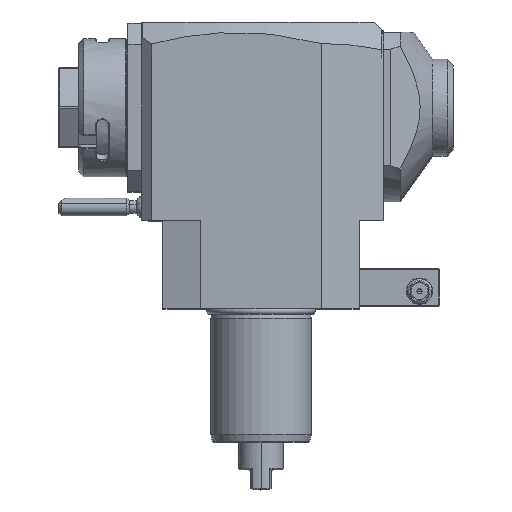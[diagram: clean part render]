
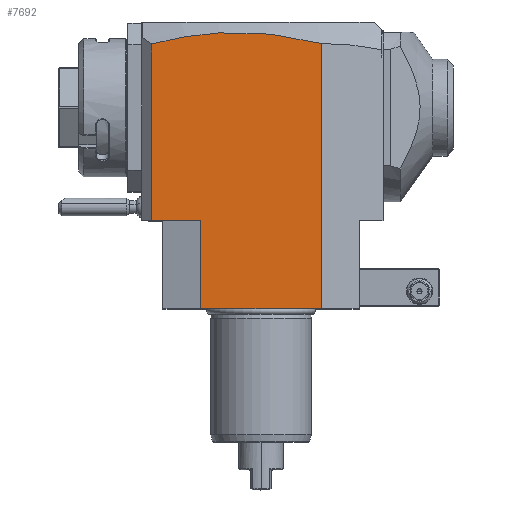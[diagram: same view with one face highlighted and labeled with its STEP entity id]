
A CAD part, top view. The second image highlights one B-rep face of the part: STEP entity #7692.
In plain terms, the highlighted planar face has unit normal (0, 0, 1).
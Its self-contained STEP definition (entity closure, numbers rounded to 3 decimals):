
#1=DIRECTION('',(-1.,0.,0.));
#2=VECTOR('',#1,48.);
#3=CARTESIAN_POINT('',(24.,0.,37.5));
#4=LINE('',#3,#2);
#43=DIRECTION('',(-1.,0.,0.));
#44=VECTOR('',#43,19.5);
#45=CARTESIAN_POINT('',(-24.,35.,37.5));
#46=LINE('',#45,#44);
#47=DIRECTION('',(0.,1.,0.));
#48=VECTOR('',#47,70.258);
#49=CARTESIAN_POINT('',(-43.5,35.,37.5));
#50=LINE('',#49,#48);
#51=CARTESIAN_POINT('',(24.,105.435,37.5));
#52=CARTESIAN_POINT('',(18.371,106.939,37.5));
#53=CARTESIAN_POINT('',(7.115,109.162,37.5));
#54=CARTESIAN_POINT('',(-9.762,110.233,37.5));
#55=CARTESIAN_POINT('',(-26.635,109.072,37.5));
#56=CARTESIAN_POINT('',(-37.879,106.791,37.5));
#57=CARTESIAN_POINT('',(-43.5,105.258,37.5));
#59=DIRECTION('',(0.,-1.,0.));
#60=VECTOR('',#59,105.435);
#61=CARTESIAN_POINT('',(24.,105.435,37.5));
#62=LINE('',#61,#60);
#5143=DIRECTION('',(0.,-1.,0.));
#5144=VECTOR('',#5143,35.);
#5145=CARTESIAN_POINT('',(-24.,35.,37.5));
#5146=LINE('',#5145,#5144);
#7120=VERTEX_POINT('',#51);
#7121=VERTEX_POINT('',#57);
#7453=CARTESIAN_POINT('',(-43.5,35.,37.5));
#7455=VERTEX_POINT('',#7453);
#7488=CARTESIAN_POINT('',(24.,0.,37.5));
#7489=CARTESIAN_POINT('',(-24.,0.,37.5));
#7490=VERTEX_POINT('',#7488);
#7491=VERTEX_POINT('',#7489);
#7634=CARTESIAN_POINT('',(-24.,35.,37.5));
#7635=VERTEX_POINT('',#7634);
#7674=CARTESIAN_POINT('',(-39.202,35.,37.5));
#7675=DIRECTION('',(0.,0.,1.));
#7676=DIRECTION('',(1.,0.,0.));
#7677=AXIS2_PLACEMENT_3D('',#7674,#7675,#7676);
#7678=PLANE('',#7677);
#7680=ORIENTED_EDGE('',*,*,#7679,.T.);
#7682=ORIENTED_EDGE('',*,*,#7681,.T.);
#7684=ORIENTED_EDGE('',*,*,#7683,.F.);
#7686=ORIENTED_EDGE('',*,*,#7685,.T.);
#7687=ORIENTED_EDGE('',*,*,#7643,.T.);
#7689=ORIENTED_EDGE('',*,*,#7688,.F.);
#7690=EDGE_LOOP('',(#7680,#7682,#7684,#7686,#7687,#7689));
#7691=FACE_OUTER_BOUND('',#7690,.F.);
#58=B_SPLINE_CURVE_WITH_KNOTS('',3,(#51,#52,#53,#54,#55,#56,#57),.UNSPECIFIED.,
.F.,.F.,(4,1,1,1,4),(0.,0.25,0.5,0.75,1.),.UNSPECIFIED.);
#7643=EDGE_CURVE('',#7490,#7491,#4,.T.);
#7679=EDGE_CURVE('',#7635,#7455,#46,.T.);
#7681=EDGE_CURVE('',#7455,#7121,#50,.T.);
#7683=EDGE_CURVE('',#7120,#7121,#58,.T.);
#7685=EDGE_CURVE('',#7120,#7490,#62,.T.);
#7688=EDGE_CURVE('',#7635,#7491,#5146,.T.);
#7692=ADVANCED_FACE('',(#7691),#7678,.T.);
